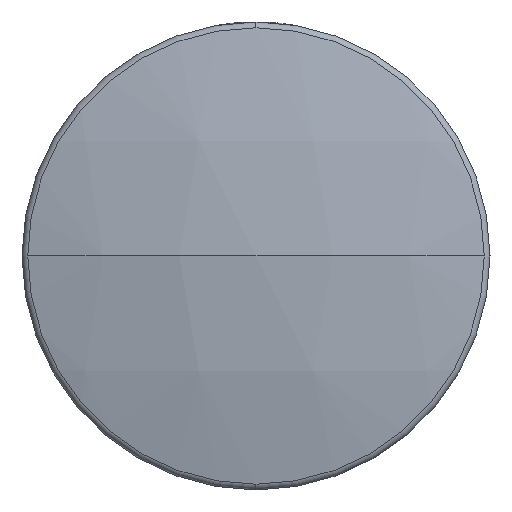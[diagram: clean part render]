
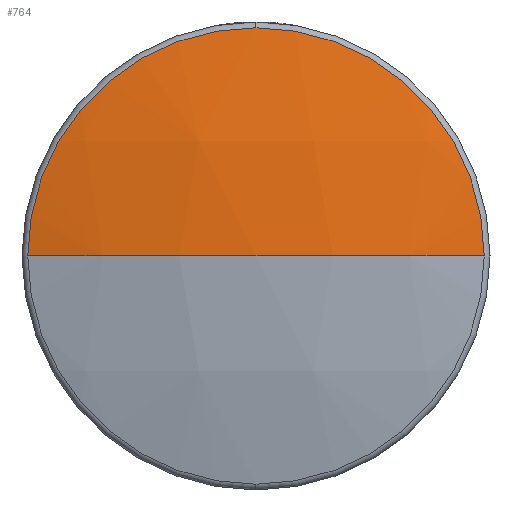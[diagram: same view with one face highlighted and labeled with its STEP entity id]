
A CAD part, left-side view. The second image highlights one B-rep face of the part: STEP entity #764.
In plain terms, the highlighted spherical face has radius 105.667 mm.
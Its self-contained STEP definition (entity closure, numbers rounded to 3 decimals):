
#53 = CIRCLE ( 'NONE', #389, 105.667 ) ;
#286 = CIRCLE ( 'NONE', #728, 24.385 ) ;
#389 = AXIS2_PLACEMENT_3D ( 'NONE', #2109, #1631, #2751 ) ;
#510 = VERTEX_POINT ( 'NONE', #2463 ) ;
#520 = DIRECTION ( 'NONE',  ( 0., 0., -1. ) ) ;
#728 = AXIS2_PLACEMENT_3D ( 'NONE', #2734, #2093, #1142 ) ;
#764 = ADVANCED_FACE ( 'NONE', ( #2915 ), #904, .T. ) ;
#904 = SPHERICAL_SURFACE ( 'NONE', #1405, 105.667 ) ;
#916 = VERTEX_POINT ( 'NONE', #2492 ) ;
#1036 = CARTESIAN_POINT ( 'NONE',  ( 105.667, 0., 0. ) ) ;
#1142 = DIRECTION ( 'NONE',  ( 0., 0., -1. ) ) ;
#1143 = CARTESIAN_POINT ( 'NONE',  ( 2.852, 0., 24.385 ) ) ;
#1155 = VERTEX_POINT ( 'NONE', #2749 ) ;
#1225 = ORIENTED_EDGE ( 'NONE', *, *, #2395, .F. ) ;
#1367 = DIRECTION ( 'NONE',  ( 0., 0., -1. ) ) ;
#1405 = AXIS2_PLACEMENT_3D ( 'NONE', #1036, #2642, #1698 ) ;
#1424 = AXIS2_PLACEMENT_3D ( 'NONE', #2025, #2932, #520 ) ;
#1437 = CIRCLE ( 'NONE', #1722, 105.667 ) ;
#1472 = ORIENTED_EDGE ( 'NONE', *, *, #2600, .T. ) ;
#1616 = EDGE_CURVE ( 'NONE', #2399, #1155, #286, .T. ) ;
#1631 = DIRECTION ( 'NONE',  ( 0., 0., 1. ) ) ;
#1698 = DIRECTION ( 'NONE',  ( 0., 1., 0. ) ) ;
#1722 = AXIS2_PLACEMENT_3D ( 'NONE', #2094, #1367, #2280 ) ;
#1936 = EDGE_LOOP ( 'NONE', ( #1225, #2859, #1472, #2060 ) ) ;
#2025 = CARTESIAN_POINT ( 'NONE',  ( 2.852, 0., 0. ) ) ;
#2043 = CIRCLE ( 'NONE', #1424, 24.385 ) ;
#2060 = ORIENTED_EDGE ( 'NONE', *, *, #1616, .T. ) ;
#2093 = DIRECTION ( 'NONE',  ( -1., 0., 0. ) ) ;
#2094 = CARTESIAN_POINT ( 'NONE',  ( 105.667, 0., 0. ) ) ;
#2109 = CARTESIAN_POINT ( 'NONE',  ( 105.667, 0., 0. ) ) ;
#2280 = DIRECTION ( 'NONE',  ( -1., 0., 0. ) ) ;
#2383 = EDGE_CURVE ( 'NONE', #510, #916, #53, .T. ) ;
#2395 = EDGE_CURVE ( 'NONE', #510, #1155, #1437, .T. ) ;
#2399 = VERTEX_POINT ( 'NONE', #1143 ) ;
#2463 = CARTESIAN_POINT ( 'NONE',  ( 0., 0., 0. ) ) ;
#2492 = CARTESIAN_POINT ( 'NONE',  ( 2.852, -24.385, 0. ) ) ;
#2600 = EDGE_CURVE ( 'NONE', #916, #2399, #2043, .T. ) ;
#2642 = DIRECTION ( 'NONE',  ( 0., 0., 1. ) ) ;
#2734 = CARTESIAN_POINT ( 'NONE',  ( 2.852, 0., 0. ) ) ;
#2749 = CARTESIAN_POINT ( 'NONE',  ( 2.852, 24.385, 0. ) ) ;
#2751 = DIRECTION ( 'NONE',  ( 0., -1., 0. ) ) ;
#2859 = ORIENTED_EDGE ( 'NONE', *, *, #2383, .T. ) ;
#2915 = FACE_OUTER_BOUND ( 'NONE', #1936, .T. ) ;
#2932 = DIRECTION ( 'NONE',  ( -1., 0., 0. ) ) ;
